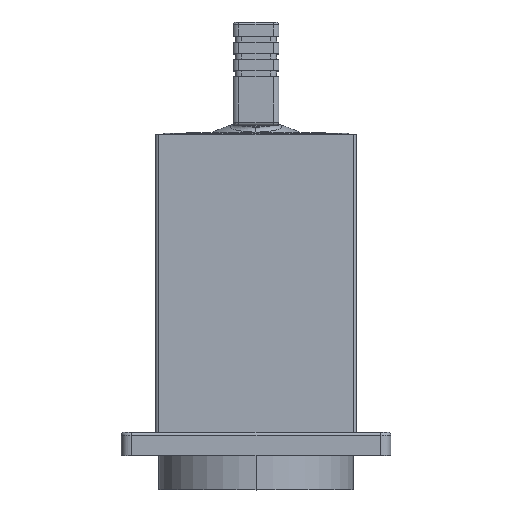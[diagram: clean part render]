
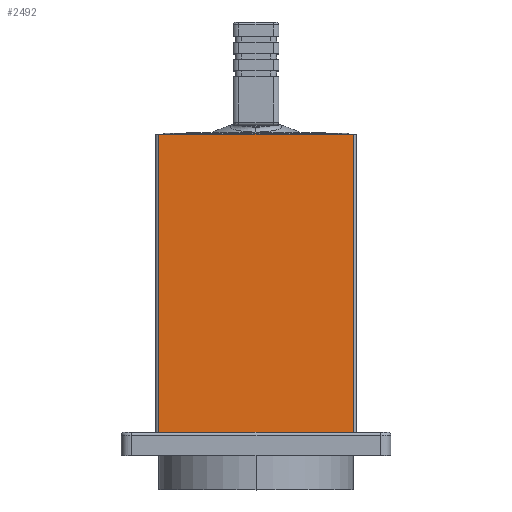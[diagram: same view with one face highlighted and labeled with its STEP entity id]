
A CAD part, top view. The second image highlights one B-rep face of the part: STEP entity #2492.
In plain terms, the highlighted face is planar.
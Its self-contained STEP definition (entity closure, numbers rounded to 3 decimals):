
#1633=DIRECTION('',(0.,0.,-1.));
#1634=VECTOR('',#1633,34.);
#1635=CARTESIAN_POINT('',(17.5,10.,17.));
#1636=LINE('',#1635,#1634);
#1637=DIRECTION('',(0.,-1.,0.));
#1638=VECTOR('',#1637,52.);
#1639=CARTESIAN_POINT('',(17.5,62.,17.));
#1640=LINE('',#1639,#1638);
#1641=DIRECTION('',(0.,-1.,0.));
#1642=VECTOR('',#1641,52.);
#1643=CARTESIAN_POINT('',(17.5,62.,-17.));
#1644=LINE('',#1643,#1642);
#1664=DIRECTION('',(0.,0.,-1.));
#1665=VECTOR('',#1664,34.);
#1666=CARTESIAN_POINT('',(17.5,62.,17.));
#1667=LINE('',#1666,#1665);
#1795=CARTESIAN_POINT('',(17.5,62.,17.));
#1797=VERTEX_POINT('',#1795);
#1798=CARTESIAN_POINT('',(17.5,62.,-17.));
#1800=VERTEX_POINT('',#1798);
#1866=CARTESIAN_POINT('',(17.5,10.,17.));
#1867=CARTESIAN_POINT('',(17.5,10.,-17.));
#1868=VERTEX_POINT('',#1866);
#1869=VERTEX_POINT('',#1867);
#2479=CARTESIAN_POINT('',(17.5,0.,17.5));
#2480=DIRECTION('',(1.,0.,0.));
#2481=DIRECTION('',(0.,0.,-1.));
#2482=AXIS2_PLACEMENT_3D('',#2479,#2480,#2481);
#2483=PLANE('',#2482);
#2484=ORIENTED_EDGE('',*,*,#2171,.F.);
#2486=ORIENTED_EDGE('',*,*,#2485,.F.);
#2488=ORIENTED_EDGE('',*,*,#2487,.T.);
#2489=ORIENTED_EDGE('',*,*,#2471,.T.);
#2490=EDGE_LOOP('',(#2484,#2486,#2488,#2489));
#2491=FACE_OUTER_BOUND('',#2490,.F.);
#2171=EDGE_CURVE('',#1868,#1869,#1636,.T.);
#2471=EDGE_CURVE('',#1800,#1869,#1644,.T.);
#2485=EDGE_CURVE('',#1797,#1868,#1640,.T.);
#2487=EDGE_CURVE('',#1797,#1800,#1667,.T.);
#2492=ADVANCED_FACE('',(#2491),#2483,.T.);
